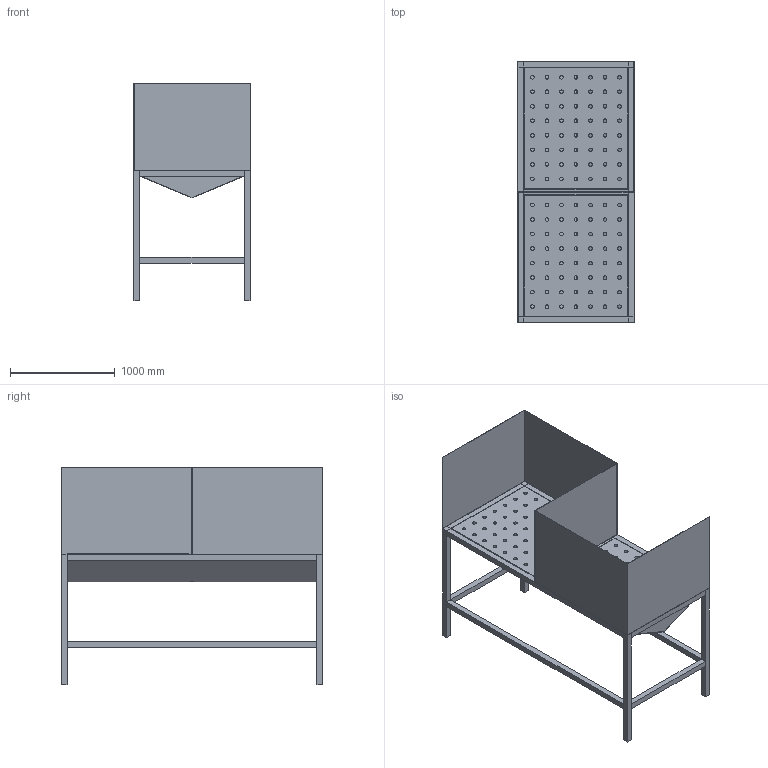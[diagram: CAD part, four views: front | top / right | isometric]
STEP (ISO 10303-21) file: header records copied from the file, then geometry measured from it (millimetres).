
FILE_DESCRIPTION(('FreeCAD Model'),'2;1');
FILE_NAME('Open CASCADE Shape Model','2025-05-04T10:42:53',('FreeCAD'),( 'FreeCAD'),'Open CASCADE STEP processor 7.6','FreeCAD','Unknown');
FILE_SCHEMA(('AUTOMOTIVE_DESIGN { 1 0 10303 214 1 1 1 1 }'));
Length unit declared in the file: millimetre
Products named in the file (1): Open CASCADE STEP translator 7.6 1
Bounding box: 1110.56 x 2498.76 x 2082.3 mm (x, y, z)
Volume: 156659019.4 mm3; surface area: 24837834.3 mm2
Topology: 33 solids, 33 shells, 322 faces, 882 edges, 625 vertices
Faces by surface type: bspline 322
Entity records: 11351 total; most frequent: CARTESIAN_POINT 5833, ORIENTED_EDGE 1764, EDGE_CURVE 882, VERTEX_POINT 625, FACE_BOUND 547, EDGE_LOOP 547, B_SPLINE_CURVE_WITH_KNOTS 541, ADVANCED_FACE 322
